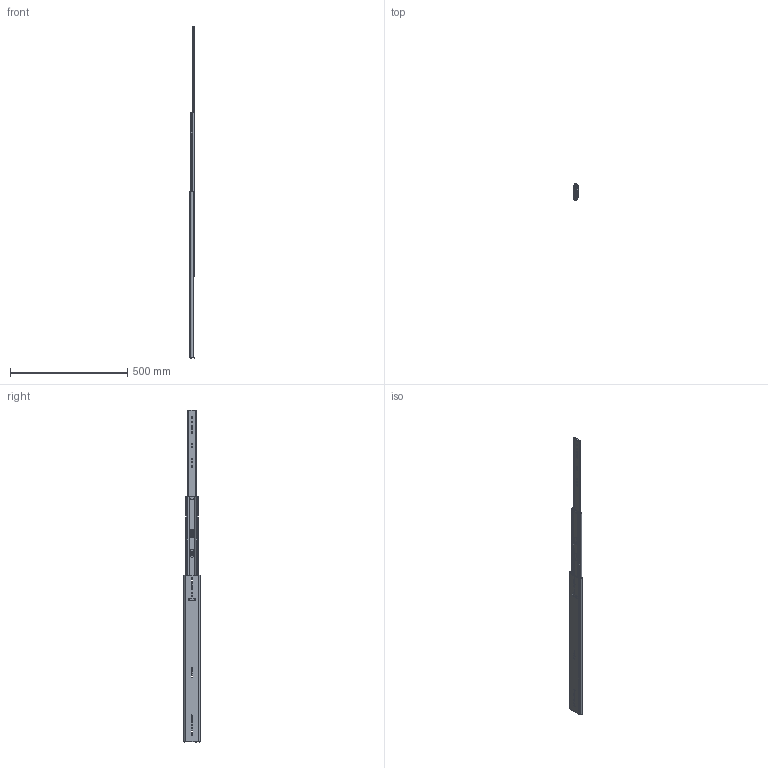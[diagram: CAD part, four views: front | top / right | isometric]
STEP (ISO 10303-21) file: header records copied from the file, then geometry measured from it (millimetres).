
FILE_DESCRIPTION (( 'STEP AP203' ), '1' );
FILE_NAME ('C690-28.STEP', '2020-06-24T02:51:38', ( '' ), ( '' ), 'SwSTEP 2.0', 'SolidWorks 2019', '' );
FILE_SCHEMA (( 'CONFIG_CONTROL_DESIGN' ));
Length unit declared in the file: millimetre
Products named in the file (5): CM C690-28; IM C690-28; SBP1019; C690-28; OM C690-28
Assembly tree (4 placements, depth 2):
  C690-28
    OM C690-28
    CM C690-28
    SBP1019
    IM C690-28
Bounding box: 20.5 x 69.75 x 1417.2 mm (x, y, z)
Volume: 378954 mm3; surface area: 315963.7 mm2
Topology: 4 solids, 4 shells, 412 faces, 1218 edges, 802 vertices
Faces by surface type: cylinder 221, plane 185, torus 6
Entity records: 14697 total; most frequent: CARTESIAN_POINT 2597, DIRECTION 2482, ORIENTED_EDGE 2436, EDGE_CURVE 1218, AXIS2_PLACEMENT_3D 867, VERTEX_POINT 802, VECTOR 748, LINE 748
